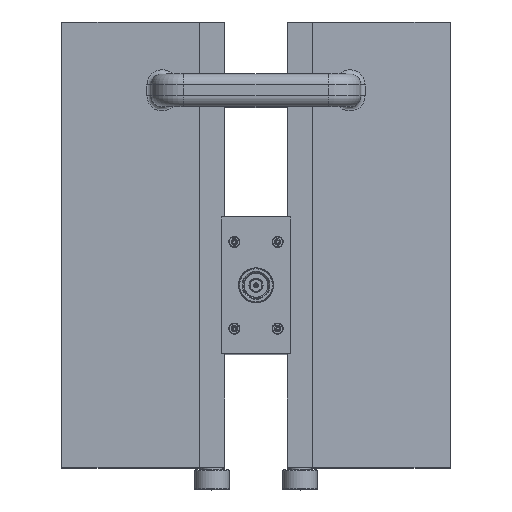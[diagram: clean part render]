
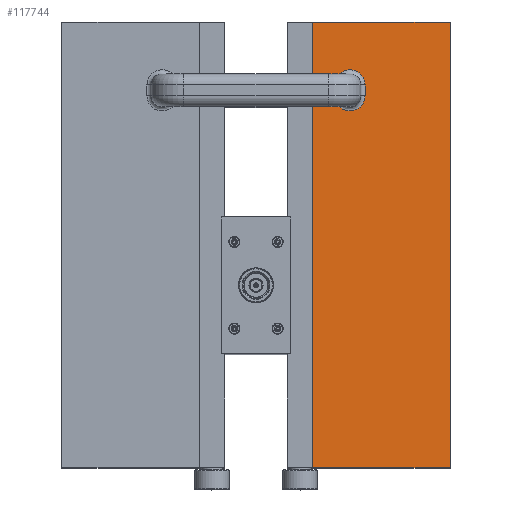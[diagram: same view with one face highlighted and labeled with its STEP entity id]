
A CAD part, top view. The second image highlights one B-rep face of the part: STEP entity #117744.
In plain terms, the highlighted planar face has unit normal (0.026, 0, 1).
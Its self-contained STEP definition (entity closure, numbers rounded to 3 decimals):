
#2028 = ORIENTED_EDGE ( 'NONE', *, *, #35199, .T. ) ;
#2070 = VECTOR ( 'NONE', #100159, 39.37 ) ;
#3495 = ORIENTED_EDGE ( 'NONE', *, *, #118270, .F. ) ;
#3778 = AXIS2_PLACEMENT_3D ( 'NONE', #13645, #31478, #88492 ) ;
#11623 = CARTESIAN_POINT ( 'NONE',  ( 1.305, 6.07, 5.91 ) ) ;
#13645 = CARTESIAN_POINT ( 'NONE',  ( 1.305, -8.73, 5.91 ) ) ;
#14082 = CARTESIAN_POINT ( 'NONE',  ( 2.513, 5.32, 5.878 ) ) ;
#14842 = FACE_OUTER_BOUND ( 'NONE', #33436, .T. ) ;
#15619 =( BOUNDED_CURVE ( )  B_SPLINE_CURVE ( 3, ( #90738, #24513, #14082, #116614 ),
 .UNSPECIFIED., .F., .F. ) 
 B_SPLINE_CURVE_WITH_KNOTS ( ( 4, 4 ),
 ( 3.142, 6.283 ),
 .UNSPECIFIED. ) 
 CURVE ( )  GEOMETRIC_REPRESENTATION_ITEM ( )  RATIONAL_B_SPLINE_CURVE ( ( 1., 0.333, 0.333, 1. ) ) 
 REPRESENTATION_ITEM ( '' )  );
#19436 = LINE ( 'NONE', #102302, #121474 ) ;
#19955 = CARTESIAN_POINT ( 'NONE',  ( 1.813, 4.37, 5.897 ) ) ;
#21635 = LINE ( 'NONE', #96472, #33317 ) ;
#24513 = CARTESIAN_POINT ( 'NONE',  ( 1.813, 5.32, 5.897 ) ) ;
#25335 = LINE ( 'NONE', #61530, #102523 ) ;
#31478 = DIRECTION ( 'NONE',  ( 0.026, 0., 1. ) ) ;
#33274 = PLANE ( 'NONE',  #3778 ) ;
#33317 = VECTOR ( 'NONE', #59024, 39.37 ) ;
#33436 = EDGE_LOOP ( 'NONE', ( #34897, #97893, #3495, #102211 ) ) ;
#34897 = ORIENTED_EDGE ( 'NONE', *, *, #109560, .T. ) ;
#35199 = EDGE_CURVE ( 'NONE', #84848, #87398, #100703, .T. ) ;
#39370 = EDGE_CURVE ( 'NONE', #87398, #71788, #21635, .T. ) ;
#40833 = ORIENTED_EDGE ( 'NONE', *, *, #92931, .T. ) ;
#44453 = VERTEX_POINT ( 'NONE', #85536 ) ;
#46113 = LINE ( 'NONE', #83540, #2070 ) ;
#48961 = ORIENTED_EDGE ( 'NONE', *, *, #39370, .T. ) ;
#49817 = LINE ( 'NONE', #87235, #72498 ) ;
#50221 = CARTESIAN_POINT ( 'NONE',  ( 1.305, -4.2, 5.91 ) ) ;
#50469 = VECTOR ( 'NONE', #79299, 39.37 ) ;
#51868 = CARTESIAN_POINT ( 'NONE',  ( 1.813, 4.37, 5.897 ) ) ;
#55243 = CARTESIAN_POINT ( 'NONE',  ( 4.475, 6.07, 5.827 ) ) ;
#55916 = VERTEX_POINT ( 'NONE', #55243 ) ;
#59024 = DIRECTION ( 'NONE',  ( 0., 1., 0. ) ) ;
#59415 = EDGE_LOOP ( 'NONE', ( #2028, #48961, #40833, #67719 ) ) ;
#61530 = CARTESIAN_POINT ( 'NONE',  ( 1.305, 6.07, 5.91 ) ) ;
#62726 = DIRECTION ( 'NONE',  ( -1., 0., 0.026 ) ) ;
#62777 = EDGE_CURVE ( 'NONE', #68531, #84848, #46113, .T. ) ;
#64894 = CARTESIAN_POINT ( 'NONE',  ( 1.813, 3.67, 5.897 ) ) ;
#67719 = ORIENTED_EDGE ( 'NONE', *, *, #62777, .T. ) ;
#68531 = VERTEX_POINT ( 'NONE', #96375 ) ;
#71788 = VERTEX_POINT ( 'NONE', #100356 ) ;
#72498 = VECTOR ( 'NONE', #88461, 39.37 ) ;
#73561 = EDGE_CURVE ( 'NONE', #44453, #88353, #49817, .T. ) ;
#74105 = EDGE_CURVE ( 'NONE', #55916, #75638, #25335, .T. ) ;
#75638 = VERTEX_POINT ( 'NONE', #11623 ) ;
#76472 = DIRECTION ( 'NONE',  ( 0., 1., 0. ) ) ;
#79299 = DIRECTION ( 'NONE',  ( 0., 1., 0. ) ) ;
#82718 = CARTESIAN_POINT ( 'NONE',  ( 2.513, 3.67, 5.878 ) ) ;
#83540 = CARTESIAN_POINT ( 'NONE',  ( 2.513, -8.73, 5.878 ) ) ;
#84848 = VERTEX_POINT ( 'NONE', #108801 ) ;
#85536 = CARTESIAN_POINT ( 'NONE',  ( 4.475, -4.2, 5.827 ) ) ;
#87235 = CARTESIAN_POINT ( 'NONE',  ( 0.717, -4.2, 5.925 ) ) ;
#87398 = VERTEX_POINT ( 'NONE', #51868 ) ;
#88353 = VERTEX_POINT ( 'NONE', #50221 ) ;
#88461 = DIRECTION ( 'NONE',  ( -1., 0., 0.026 ) ) ;
#88488 = CARTESIAN_POINT ( 'NONE',  ( 4.475, -8.73, 5.827 ) ) ;
#88492 = DIRECTION ( 'NONE',  ( 0., -1., 0. ) ) ;
#89701 = FACE_BOUND ( 'NONE', #59415, .T. ) ;
#90738 = CARTESIAN_POINT ( 'NONE',  ( 1.813, 4.62, 5.897 ) ) ;
#92931 = EDGE_CURVE ( 'NONE', #71788, #68531, #15619, .T. ) ;
#96375 = CARTESIAN_POINT ( 'NONE',  ( 2.513, 4.62, 5.878 ) ) ;
#96472 = CARTESIAN_POINT ( 'NONE',  ( 1.813, -8.73, 5.897 ) ) ;
#97893 = ORIENTED_EDGE ( 'NONE', *, *, #74105, .T. ) ;
#100159 = DIRECTION ( 'NONE',  ( 0., -1., 0. ) ) ;
#100356 = CARTESIAN_POINT ( 'NONE',  ( 1.813, 4.62, 5.897 ) ) ;
#100703 =( BOUNDED_CURVE ( )  B_SPLINE_CURVE ( 3, ( #110978, #82718, #64894, #19955 ),
 .UNSPECIFIED., .F., .F. ) 
 B_SPLINE_CURVE_WITH_KNOTS ( ( 4, 4 ),
 ( 0., 3.142 ),
 .UNSPECIFIED. ) 
 CURVE ( )  GEOMETRIC_REPRESENTATION_ITEM ( )  RATIONAL_B_SPLINE_CURVE ( ( 1., 0.333, 0.333, 1. ) ) 
 REPRESENTATION_ITEM ( '' )  );
#102211 = ORIENTED_EDGE ( 'NONE', *, *, #73561, .F. ) ;
#102302 = CARTESIAN_POINT ( 'NONE',  ( 1.305, -8.73, 5.91 ) ) ;
#102523 = VECTOR ( 'NONE', #62726, 39.37 ) ;
#108801 = CARTESIAN_POINT ( 'NONE',  ( 2.513, 4.37, 5.878 ) ) ;
#109560 = EDGE_CURVE ( 'NONE', #44453, #55916, #116170, .T. ) ;
#110978 = CARTESIAN_POINT ( 'NONE',  ( 2.513, 4.37, 5.878 ) ) ;
#116170 = LINE ( 'NONE', #88488, #50469 ) ;
#116614 = CARTESIAN_POINT ( 'NONE',  ( 2.513, 4.62, 5.878 ) ) ;
#117744 = ADVANCED_FACE ( 'NONE', ( #89701, #14842 ), #33274, .T. ) ;
#118270 = EDGE_CURVE ( 'NONE', #88353, #75638, #19436, .T. ) ;
#121474 = VECTOR ( 'NONE', #76472, 39.37 ) ;
